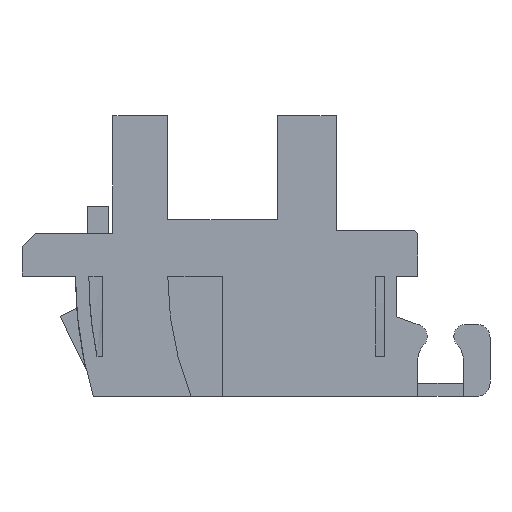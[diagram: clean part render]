
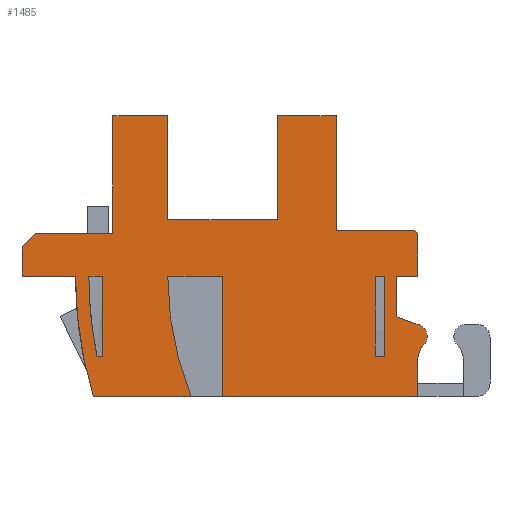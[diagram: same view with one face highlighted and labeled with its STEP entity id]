
A CAD part, left-side view. The second image highlights one B-rep face of the part: STEP entity #1485.
In plain terms, the highlighted planar face has unit normal (-1, 0, 0).
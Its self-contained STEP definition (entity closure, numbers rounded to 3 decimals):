
#313 = VERTEX_POINT('',#314);
#314 = CARTESIAN_POINT('',(-3.25,7.5,0.));
#320 = EDGE_CURVE('',#321,#313,#323,.T.);
#321 = VERTEX_POINT('',#322);
#322 = CARTESIAN_POINT('',(-3.25,7.5,1.1));
#323 = LINE('',#324,#325);
#324 = CARTESIAN_POINT('',(-3.25,7.5,-2.454));
#325 = VECTOR('',#326,1.);
#326 = DIRECTION('',(0.,0.,-1.));
#342 = EDGE_CURVE('',#343,#321,#345,.T.);
#343 = VERTEX_POINT('',#344);
#344 = CARTESIAN_POINT('',(-3.25,7.,1.6));
#345 = LINE('',#346,#347);
#346 = CARTESIAN_POINT('',(-3.25,5.902,2.698));
#347 = VECTOR('',#348,1.);
#348 = DIRECTION('',(0.,0.707,-0.707)
  );
#376 = EDGE_CURVE('',#313,#377,#379,.T.);
#377 = VERTEX_POINT('',#378);
#378 = CARTESIAN_POINT('',(-3.25,5.5,0.));
#379 = LINE('',#380,#381);
#380 = CARTESIAN_POINT('',(-3.25,2.8,0.));
#381 = VECTOR('',#382,1.);
#382 = DIRECTION('',(-0.,-1.,0.));
#422 = EDGE_CURVE('',#343,#423,#425,.T.);
#423 = VERTEX_POINT('',#424);
#424 = CARTESIAN_POINT('',(-3.25,4.1,1.6));
#425 = LINE('',#426,#427);
#426 = CARTESIAN_POINT('',(-3.25,3.35,1.6));
#427 = VECTOR('',#428,1.);
#428 = DIRECTION('',(0.,-1.,0.));
#539 = EDGE_CURVE('',#377,#540,#542,.T.);
#540 = VERTEX_POINT('',#541);
#541 = CARTESIAN_POINT('',(-3.25,4.832,-4.5));
#542 = CIRCLE('',#543,15.5);
#543 = AXIS2_PLACEMENT_3D('',#544,#545,#546);
#544 = CARTESIAN_POINT('',(-3.25,-10.,0.));
#545 = DIRECTION('',(-1.,0.,0.));
#546 = DIRECTION('',(0.,1.,0.));
#643 = EDGE_CURVE('',#644,#540,#646,.T.);
#644 = VERTEX_POINT('',#645);
#645 = CARTESIAN_POINT('',(-3.25,1.178,-4.5));
#646 = LINE('',#647,#648);
#647 = CARTESIAN_POINT('',(-3.25,-0.575,-4.5));
#648 = VECTOR('',#649,1.);
#649 = DIRECTION('',(0.,1.,0.));
#668 = VERTEX_POINT('',#669);
#669 = CARTESIAN_POINT('',(-3.25,0.,-4.5));
#675 = EDGE_CURVE('',#676,#668,#678,.T.);
#676 = VERTEX_POINT('',#677);
#677 = CARTESIAN_POINT('',(-3.25,-7.3,-4.5));
#678 = LINE('',#679,#680);
#679 = CARTESIAN_POINT('',(-3.25,-0.575,-4.5));
#680 = VECTOR('',#681,1.);
#681 = DIRECTION('',(0.,1.,0.));
#1083 = VERTEX_POINT('',#1084);
#1084 = CARTESIAN_POINT('',(-3.25,-4.25,1.7));
#1090 = EDGE_CURVE('',#1083,#1091,#1093,.T.);
#1091 = VERTEX_POINT('',#1092);
#1092 = CARTESIAN_POINT('',(-3.25,-4.25,6.));
#1093 = LINE('',#1094,#1095);
#1094 = CARTESIAN_POINT('',(-3.25,-4.25,3.576));
#1095 = VECTOR('',#1096,1.);
#1096 = DIRECTION('',(0.,0.,1.));
#1485 = ADVANCED_FACE('',(#1486,#1638,#1673),#1707,.T.);
#1486 = FACE_BOUND('',#1487,.F.);
#1487 = EDGE_LOOP('',(#1488,#1489,#1490,#1491,#1499,#1507,#1515,#1523,
    #1531,#1537,#1538,#1546,#1555,#1563,#1571,#1579,#1587,#1596,#1605,
    #1611,#1612,#1620,#1628,#1635,#1636,#1637));
#1488 = ORIENTED_EDGE('',*,*,#320,.F.);
#1489 = ORIENTED_EDGE('',*,*,#342,.F.);
#1490 = ORIENTED_EDGE('',*,*,#422,.T.);
#1491 = ORIENTED_EDGE('',*,*,#1492,.T.);
#1492 = EDGE_CURVE('',#423,#1493,#1495,.T.);
#1493 = VERTEX_POINT('',#1494);
#1494 = CARTESIAN_POINT('',(-3.25,4.1,6.));
#1495 = LINE('',#1496,#1497);
#1496 = CARTESIAN_POINT('',(-3.25,4.1,0.596));
#1497 = VECTOR('',#1498,1.);
#1498 = DIRECTION('',(0.,0.,1.));
#1499 = ORIENTED_EDGE('',*,*,#1500,.F.);
#1500 = EDGE_CURVE('',#1501,#1493,#1503,.T.);
#1501 = VERTEX_POINT('',#1502);
#1502 = CARTESIAN_POINT('',(-3.25,2.05,6.));
#1503 = LINE('',#1504,#1505);
#1504 = CARTESIAN_POINT('',(-3.25,-0.575,6.));
#1505 = VECTOR('',#1506,1.);
#1506 = DIRECTION('',(0.,1.,0.));
#1507 = ORIENTED_EDGE('',*,*,#1508,.F.);
#1508 = EDGE_CURVE('',#1509,#1501,#1511,.T.);
#1509 = VERTEX_POINT('',#1510);
#1510 = CARTESIAN_POINT('',(-3.25,2.05,2.1));
#1511 = LINE('',#1512,#1513);
#1512 = CARTESIAN_POINT('',(-3.25,2.05,0.846));
#1513 = VECTOR('',#1514,1.);
#1514 = DIRECTION('',(0.,0.,1.));
#1515 = ORIENTED_EDGE('',*,*,#1516,.T.);
#1516 = EDGE_CURVE('',#1509,#1517,#1519,.T.);
#1517 = VERTEX_POINT('',#1518);
#1518 = CARTESIAN_POINT('',(-3.25,-2.05,2.1));
#1519 = LINE('',#1520,#1521);
#1520 = CARTESIAN_POINT('',(-3.25,0.05,2.1));
#1521 = VECTOR('',#1522,1.);
#1522 = DIRECTION('',(0.,-1.,0.));
#1523 = ORIENTED_EDGE('',*,*,#1524,.F.);
#1524 = EDGE_CURVE('',#1525,#1517,#1527,.T.);
#1525 = VERTEX_POINT('',#1526);
#1526 = CARTESIAN_POINT('',(-3.25,-2.05,6.));
#1527 = LINE('',#1528,#1529);
#1528 = CARTESIAN_POINT('',(-3.25,-2.05,0.846));
#1529 = VECTOR('',#1530,1.);
#1530 = DIRECTION('',(0.,-0.,-1.));
#1531 = ORIENTED_EDGE('',*,*,#1532,.F.);
#1532 = EDGE_CURVE('',#1091,#1525,#1533,.T.);
#1533 = LINE('',#1534,#1535);
#1534 = CARTESIAN_POINT('',(-3.25,-0.575,6.));
#1535 = VECTOR('',#1536,1.);
#1536 = DIRECTION('',(0.,1.,0.));
#1537 = ORIENTED_EDGE('',*,*,#1090,.F.);
#1538 = ORIENTED_EDGE('',*,*,#1539,.T.);
#1539 = EDGE_CURVE('',#1083,#1540,#1542,.T.);
#1540 = VERTEX_POINT('',#1541);
#1541 = CARTESIAN_POINT('',(-3.25,-7.1,1.7));
#1542 = LINE('',#1543,#1544);
#1543 = CARTESIAN_POINT('',(-3.25,-2.45,1.7));
#1544 = VECTOR('',#1545,1.);
#1545 = DIRECTION('',(0.,-1.,0.));
#1546 = ORIENTED_EDGE('',*,*,#1547,.F.);
#1547 = EDGE_CURVE('',#1548,#1540,#1550,.T.);
#1548 = VERTEX_POINT('',#1549);
#1549 = CARTESIAN_POINT('',(-3.25,-7.3,1.5));
#1550 = CIRCLE('',#1551,0.2);
#1551 = AXIS2_PLACEMENT_3D('',#1552,#1553,#1554);
#1552 = CARTESIAN_POINT('',(-3.25,-7.1,1.5));
#1553 = DIRECTION('',(-1.,0.,0.));
#1554 = DIRECTION('',(0.,0.,-1.));
#1555 = ORIENTED_EDGE('',*,*,#1556,.T.);
#1556 = EDGE_CURVE('',#1548,#1557,#1559,.T.);
#1557 = VERTEX_POINT('',#1558);
#1558 = CARTESIAN_POINT('',(-3.25,-7.3,0.));
#1559 = LINE('',#1560,#1561);
#1560 = CARTESIAN_POINT('',(-3.25,-7.3,-0.204));
#1561 = VECTOR('',#1562,1.);
#1562 = DIRECTION('',(0.,0.,-1.));
#1563 = ORIENTED_EDGE('',*,*,#1564,.T.);
#1564 = EDGE_CURVE('',#1557,#1565,#1567,.T.);
#1565 = VERTEX_POINT('',#1566);
#1566 = CARTESIAN_POINT('',(-3.25,-6.5,0.));
#1567 = LINE('',#1568,#1569);
#1568 = CARTESIAN_POINT('',(-3.25,-3.2,0.));
#1569 = VECTOR('',#1570,1.);
#1570 = DIRECTION('',(0.,1.,0.));
#1571 = ORIENTED_EDGE('',*,*,#1572,.T.);
#1572 = EDGE_CURVE('',#1565,#1573,#1575,.T.);
#1573 = VERTEX_POINT('',#1574);
#1574 = CARTESIAN_POINT('',(-3.25,-6.5,-1.519));
#1575 = LINE('',#1576,#1577);
#1576 = CARTESIAN_POINT('',(-3.25,-6.5,-0.963));
#1577 = VECTOR('',#1578,1.);
#1578 = DIRECTION('',(0.,-0.,-1.));
#1579 = ORIENTED_EDGE('',*,*,#1580,.T.);
#1580 = EDGE_CURVE('',#1573,#1581,#1583,.T.);
#1581 = VERTEX_POINT('',#1582);
#1582 = CARTESIAN_POINT('',(-3.25,-7.348,-1.828));
#1583 = LINE('',#1584,#1585);
#1584 = CARTESIAN_POINT('',(-3.25,-3.832,-0.548));
#1585 = VECTOR('',#1586,1.);
#1586 = DIRECTION('',(0.,-0.94,
    -0.342));
#1587 = ORIENTED_EDGE('',*,*,#1588,.F.);
#1588 = EDGE_CURVE('',#1589,#1581,#1591,.T.);
#1589 = VERTEX_POINT('',#1590);
#1590 = CARTESIAN_POINT('',(-3.25,-7.527,-2.571));
#1591 = CIRCLE('',#1592,0.459);
#1592 = AXIS2_PLACEMENT_3D('',#1593,#1594,#1595);
#1593 = CARTESIAN_POINT('',(-3.25,-7.191,-2.259));
#1594 = DIRECTION('',(-1.,0.,0.));
#1595 = DIRECTION('',(0.,1.,0.));
#1596 = ORIENTED_EDGE('',*,*,#1597,.T.);
#1597 = EDGE_CURVE('',#1589,#1598,#1600,.T.);
#1598 = VERTEX_POINT('',#1599);
#1599 = CARTESIAN_POINT('',(-3.25,-7.3,-3.15));
#1600 = CIRCLE('',#1601,0.85);
#1601 = AXIS2_PLACEMENT_3D('',#1602,#1603,#1604);
#1602 = CARTESIAN_POINT('',(-3.25,-8.15,-3.15));
#1603 = DIRECTION('',(-1.,0.,0.));
#1604 = DIRECTION('',(0.,1.,0.));
#1605 = ORIENTED_EDGE('',*,*,#1606,.T.);
#1606 = EDGE_CURVE('',#1598,#676,#1607,.T.);
#1607 = LINE('',#1608,#1609);
#1608 = CARTESIAN_POINT('',(-3.25,-7.3,-4.279));
#1609 = VECTOR('',#1610,1.);
#1610 = DIRECTION('',(0.,0.,-1.));
#1611 = ORIENTED_EDGE('',*,*,#675,.T.);
#1612 = ORIENTED_EDGE('',*,*,#1613,.F.);
#1613 = EDGE_CURVE('',#1614,#668,#1616,.T.);
#1614 = VERTEX_POINT('',#1615);
#1615 = CARTESIAN_POINT('',(-3.25,0.,0.));
#1616 = LINE('',#1617,#1618);
#1617 = CARTESIAN_POINT('',(-3.25,0.,0.));
#1618 = VECTOR('',#1619,1.);
#1619 = DIRECTION('',(-0.,0.,-1.));
#1620 = ORIENTED_EDGE('',*,*,#1621,.F.);
#1621 = EDGE_CURVE('',#1622,#1614,#1624,.T.);
#1622 = VERTEX_POINT('',#1623);
#1623 = CARTESIAN_POINT('',(-3.25,2.05,0.));
#1624 = LINE('',#1625,#1626);
#1625 = CARTESIAN_POINT('',(-3.25,2.05,0.));
#1626 = VECTOR('',#1627,1.);
#1627 = DIRECTION('',(-0.,-1.,-0.));
#1628 = ORIENTED_EDGE('',*,*,#1629,.F.);
#1629 = EDGE_CURVE('',#644,#1622,#1630,.T.);
#1630 = CIRCLE('',#1631,12.05);
#1631 = AXIS2_PLACEMENT_3D('',#1632,#1633,#1634);
#1632 = CARTESIAN_POINT('',(-3.25,-10.,0.));
#1633 = DIRECTION('',(1.,0.,0.));
#1634 = DIRECTION('',(0.,1.,0.));
#1635 = ORIENTED_EDGE('',*,*,#643,.T.);
#1636 = ORIENTED_EDGE('',*,*,#539,.F.);
#1637 = ORIENTED_EDGE('',*,*,#376,.F.);
#1638 = FACE_BOUND('',#1639,.F.);
#1639 = EDGE_LOOP('',(#1640,#1650,#1658,#1667));
#1640 = ORIENTED_EDGE('',*,*,#1641,.F.);
#1641 = EDGE_CURVE('',#1642,#1644,#1646,.T.);
#1642 = VERTEX_POINT('',#1643);
#1643 = CARTESIAN_POINT('',(-3.25,4.5,0.));
#1644 = VERTEX_POINT('',#1645);
#1645 = CARTESIAN_POINT('',(-3.25,4.5,-3.));
#1646 = LINE('',#1647,#1648);
#1647 = CARTESIAN_POINT('',(-3.25,4.5,0.));
#1648 = VECTOR('',#1649,1.);
#1649 = DIRECTION('',(-0.,0.,-1.));
#1650 = ORIENTED_EDGE('',*,*,#1651,.T.);
#1651 = EDGE_CURVE('',#1642,#1652,#1654,.T.);
#1652 = VERTEX_POINT('',#1653);
#1653 = CARTESIAN_POINT('',(-3.25,5.,0.));
#1654 = LINE('',#1655,#1656);
#1655 = CARTESIAN_POINT('',(-3.25,4.5,0.));
#1656 = VECTOR('',#1657,1.);
#1657 = DIRECTION('',(0.,1.,0.));
#1658 = ORIENTED_EDGE('',*,*,#1659,.T.);
#1659 = EDGE_CURVE('',#1652,#1660,#1662,.T.);
#1660 = VERTEX_POINT('',#1661);
#1661 = CARTESIAN_POINT('',(-3.25,4.697,-3.));
#1662 = CIRCLE('',#1663,15.);
#1663 = AXIS2_PLACEMENT_3D('',#1664,#1665,#1666);
#1664 = CARTESIAN_POINT('',(-3.25,-10.,0.));
#1665 = DIRECTION('',(-1.,0.,0.));
#1666 = DIRECTION('',(0.,1.,0.));
#1667 = ORIENTED_EDGE('',*,*,#1668,.F.);
#1668 = EDGE_CURVE('',#1644,#1660,#1669,.T.);
#1669 = LINE('',#1670,#1671);
#1670 = CARTESIAN_POINT('',(-3.25,4.5,-3.));
#1671 = VECTOR('',#1672,1.);
#1672 = DIRECTION('',(0.,1.,0.));
#1673 = FACE_BOUND('',#1674,.F.);
#1674 = EDGE_LOOP('',(#1675,#1685,#1693,#1701));
#1675 = ORIENTED_EDGE('',*,*,#1676,.F.);
#1676 = EDGE_CURVE('',#1677,#1679,#1681,.T.);
#1677 = VERTEX_POINT('',#1678);
#1678 = CARTESIAN_POINT('',(-3.25,-5.7,0.));
#1679 = VERTEX_POINT('',#1680);
#1680 = CARTESIAN_POINT('',(-3.25,-6.05,0.));
#1681 = LINE('',#1682,#1683);
#1682 = CARTESIAN_POINT('',(-3.25,-5.7,0.));
#1683 = VECTOR('',#1684,1.);
#1684 = DIRECTION('',(-0.,-1.,0.));
#1685 = ORIENTED_EDGE('',*,*,#1686,.T.);
#1686 = EDGE_CURVE('',#1677,#1687,#1689,.T.);
#1687 = VERTEX_POINT('',#1688);
#1688 = CARTESIAN_POINT('',(-3.25,-5.7,-3.));
#1689 = LINE('',#1690,#1691);
#1690 = CARTESIAN_POINT('',(-3.25,-5.7,0.));
#1691 = VECTOR('',#1692,1.);
#1692 = DIRECTION('',(-0.,0.,-1.));
#1693 = ORIENTED_EDGE('',*,*,#1694,.T.);
#1694 = EDGE_CURVE('',#1687,#1695,#1697,.T.);
#1695 = VERTEX_POINT('',#1696);
#1696 = CARTESIAN_POINT('',(-3.25,-6.05,-3.));
#1697 = LINE('',#1698,#1699);
#1698 = CARTESIAN_POINT('',(-3.25,-5.7,-3.));
#1699 = VECTOR('',#1700,1.);
#1700 = DIRECTION('',(-0.,-1.,0.));
#1701 = ORIENTED_EDGE('',*,*,#1702,.F.);
#1702 = EDGE_CURVE('',#1679,#1695,#1703,.T.);
#1703 = LINE('',#1704,#1705);
#1704 = CARTESIAN_POINT('',(-3.25,-6.05,0.));
#1705 = VECTOR('',#1706,1.);
#1706 = DIRECTION('',(-0.,0.,-1.));
#1707 = PLANE('',#1708);
#1708 = AXIS2_PLACEMENT_3D('',#1709,#1710,#1711);
#1709 = CARTESIAN_POINT('',(-3.25,0.099,-0.407));
#1710 = DIRECTION('',(-1.,0.,0.));
#1711 = DIRECTION('',(0.,-0.,-1.));
